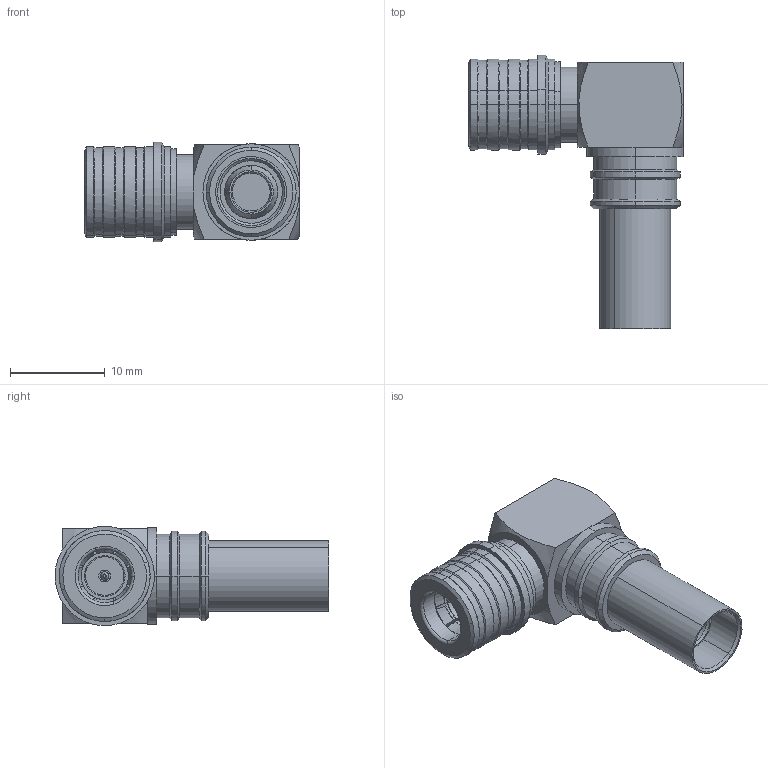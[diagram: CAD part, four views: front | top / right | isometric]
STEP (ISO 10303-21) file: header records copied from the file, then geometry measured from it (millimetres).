
FILE_DESCRIPTION (( 'STEP AP214' ), '1' );
FILE_NAME ('EZ-240-QM-RA-X-LC_3D.STEP', '2022-03-07T19:15:47', ( '' ), ( '' ), 'SwSTEP 2.0', 'SolidWorks 2021', '' );
FILE_SCHEMA (( 'AUTOMOTIVE_DESIGN' ));
Length unit declared in the file: inch
Products named in the file (3): EZ-240-QM-RA-X-LC_3D; EZ-240-QM-RA-X-LC^EZ-240-QM-RA-X-LC; Ferrule^EZ-240-QM-RA-X-LC
Assembly tree (2 placements, depth 2):
  EZ-240-QM-RA-X-LC_3D
    EZ-240-QM-RA-X-LC^EZ-240-QM-RA-X-LC
    Ferrule^EZ-240-QM-RA-X-LC
Bounding box: 22.71 x 28.95 x 10.5 mm (x, y, z)
Volume: 2128.9 mm3; surface area: 2905.8 mm2
Topology: 2 solids, 2 shells, 735 faces, 1819 edges, 1094 vertices
Faces by surface type: bspline 288, cylinder 225, cone 108, plane 70, torus 44
Entity records: 31416 total; most frequent: CARTESIAN_POINT 16695, ORIENTED_EDGE 3638, DIRECTION 2429, EDGE_CURVE 1819, VERTEX_POINT 1094, AXIS2_PLACEMENT_3D 958, EDGE_LOOP 759, ADVANCED_FACE 735
